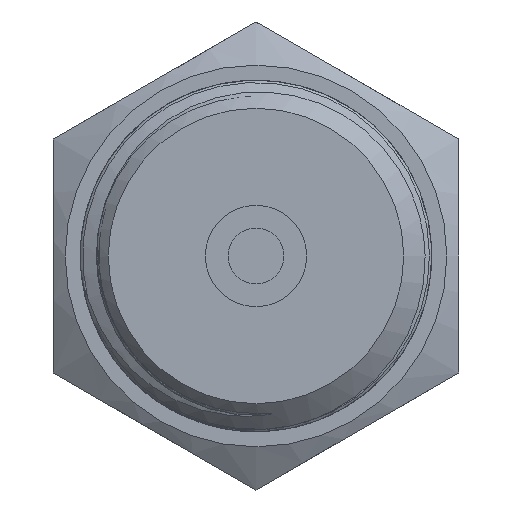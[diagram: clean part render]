
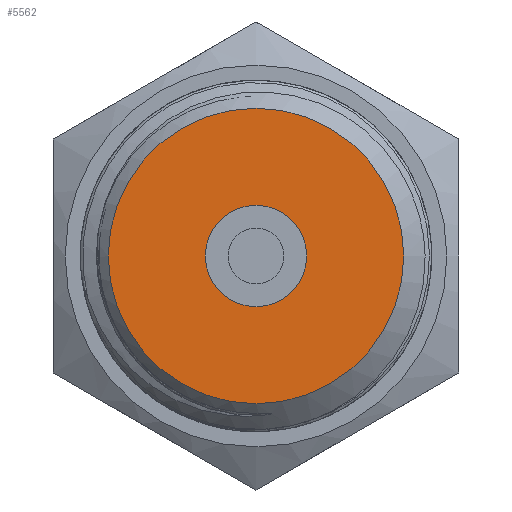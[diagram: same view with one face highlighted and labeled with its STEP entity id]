
A CAD part, left-side view. The second image highlights one B-rep face of the part: STEP entity #5562.
In plain terms, the highlighted planar face has unit normal (-1, 0, 0).
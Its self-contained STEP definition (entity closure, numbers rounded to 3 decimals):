
#1432=FACE_BOUND('',#1815,.T.);
#1477=FACE_OUTER_BOUND('',#1814,.T.);
#1814=EDGE_LOOP('',(#3794));
#1815=EDGE_LOOP('',(#3795));
#2181=CIRCLE('',#5955,8.75);
#2182=CIRCLE('',#5957,3.);
#2281=VERTEX_POINT('',#7093);
#2282=VERTEX_POINT('',#7097);
#2883=EDGE_CURVE('',#2281,#2281,#2181,.T.);
#2884=EDGE_CURVE('',#2282,#2282,#2182,.T.);
#3794=ORIENTED_EDGE('',*,*,#2883,.F.);
#3795=ORIENTED_EDGE('',*,*,#2884,.T.);
#5510=PLANE('',#5956);
#5562=ADVANCED_FACE('',(#1477,#1432),#5510,.T.);
#5955=AXIS2_PLACEMENT_3D('',#7095,#6197,#6198);
#5956=AXIS2_PLACEMENT_3D('',#7096,#6199,#6200);
#5957=AXIS2_PLACEMENT_3D('',#7098,#6201,#6202);
#6197=DIRECTION('center_axis',(1.,0.,0.));
#6198=DIRECTION('ref_axis',(0.,0.,-1.));
#6199=DIRECTION('center_axis',(-1.,0.,0.));
#6200=DIRECTION('ref_axis',(0.,0.,1.));
#6201=DIRECTION('center_axis',(1.,0.,0.));
#6202=DIRECTION('ref_axis',(0.,0.,-1.));
#7093=CARTESIAN_POINT('',(3.,-8.75,0.));
#7095=CARTESIAN_POINT('Origin',(3.,0.,0.));
#7096=CARTESIAN_POINT('Origin',(3.,8.75,0.));
#7097=CARTESIAN_POINT('',(3.,-3.,0.));
#7098=CARTESIAN_POINT('Origin',(3.,0.,0.));
